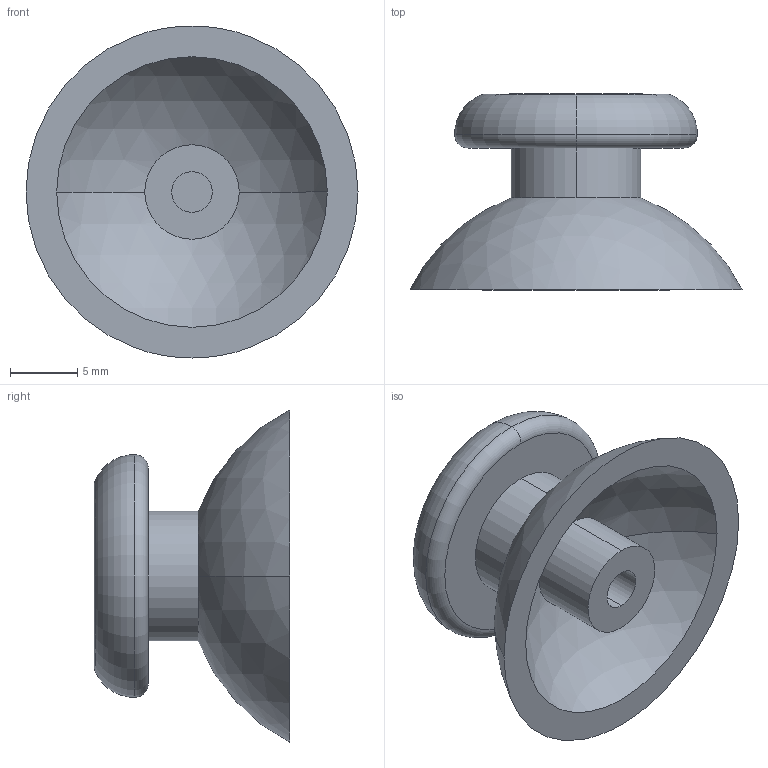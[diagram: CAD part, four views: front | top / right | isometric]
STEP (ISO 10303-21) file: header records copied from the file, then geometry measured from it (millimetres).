
FILE_DESCRIPTION (( 'STEP AP214' ), '1' );
FILE_NAME ('User Library-PS3 THUMBSTICK.STEP', '2018-09-18T08:48:50', ( '' ), ( '' ), 'SwSTEP 2.0', 'SolidWorks 2018', '' );
FILE_SCHEMA (( 'AUTOMOTIVE_DESIGN' ));
Length unit declared in the file: millimetre
Products named in the file (1): User Library-PS3 THUMBSTICK
Bounding box: 24.6 x 14.5 x 24.6 mm (x, y, z)
Volume: 2334.6 mm3; surface area: 2031 mm2
Topology: 1 solids, 1 shells, 24 faces, 52 edges, 33 vertices
Faces by surface type: torus 8, cylinder 6, sphere 6, plane 4
Entity records: 837 total; most frequent: DIRECTION 148, CARTESIAN_POINT 110, ORIENTED_EDGE 104, AXIS2_PLACEMENT_3D 71, EDGE_CURVE 52, CIRCLE 46, VERTEX_POINT 33, EDGE_LOOP 27
